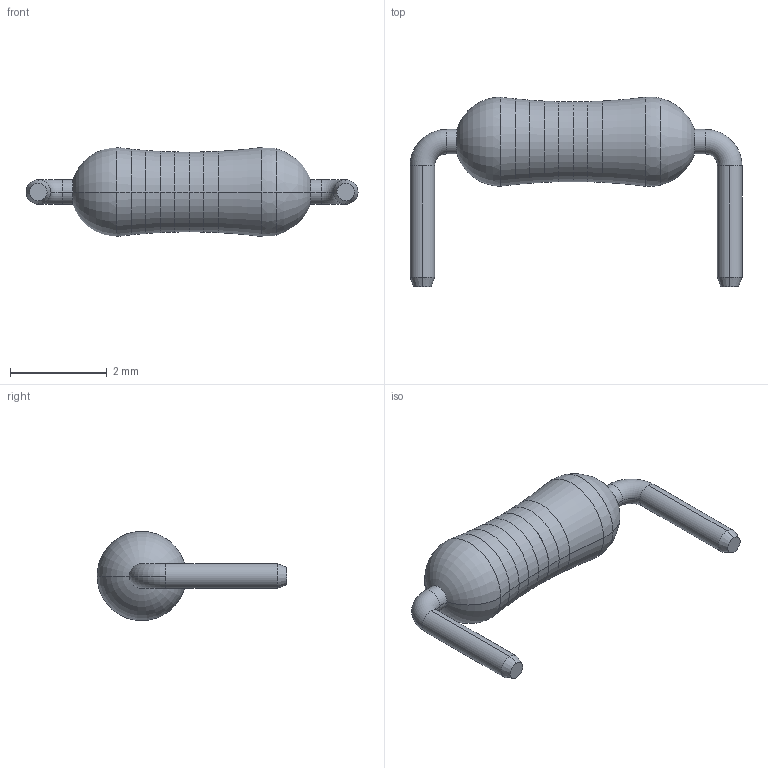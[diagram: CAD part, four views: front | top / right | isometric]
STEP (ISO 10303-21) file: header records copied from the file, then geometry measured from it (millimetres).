
FILE_DESCRIPTION (( 'STEP AP214' ), '1' );
FILE_NAME ('1093EC9F-FED6-42EE-A9F3-9A7C48459A03.STEP', '2009-04-17T14:33:51', ( 'sysAdmin' ), ( 'SolidWorks' ), 'SwSTEP 2.0', 'SolidWorks 2009', '' );
FILE_SCHEMA (( 'AUTOMOTIVE_DESIGN' ));
Length unit declared in the file: millimetre
Products named in the file (1): 1093EC9F-FED6-42EE-A9F3-9A7C48459A03
Bounding box: 6.86 x 3.92 x 1.84 mm (x, y, z)
Volume: 11.9 mm3; surface area: 38.4 mm2
Topology: 1 solids, 1 shells, 42 faces, 86 edges, 46 vertices
Faces by surface type: torus 28, cylinder 8, cone 4, plane 2
Entity records: 1597 total; most frequent: DIRECTION 246, CARTESIAN_POINT 175, ORIENTED_EDGE 172, AXIS2_PLACEMENT_3D 117, EDGE_CURVE 86, CIRCLE 74, VERTEX_POINT 46, UNCERTAINTY_MEASURE_WITH_UNIT 44
